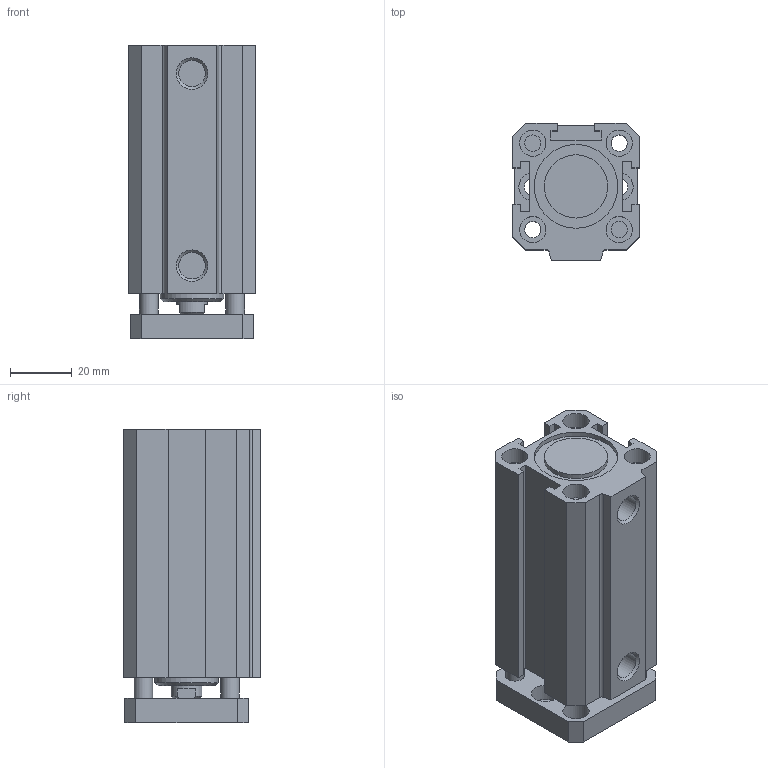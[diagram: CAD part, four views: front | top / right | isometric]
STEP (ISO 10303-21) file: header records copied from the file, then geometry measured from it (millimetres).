
FILE_DESCRIPTION(/* description */ ('Unknown'),/* implementation_level */ '2;1');
FILE_NAME(/* name */ '1501.25.50.AR',/* time_stamp */ '2020-08-14T08:34:23-04:00',/* author */ ('Unknown'),/* organization */ ('Unknown'),/* preprocessor_version */ 'ST-DEVELOPER v16.7',/* originating_system */ 'Solid Edge',/* authorisation */ 'Unknown');
FILE_SCHEMA (('AUTOMOTIVE_DESIGN {1 0 10303 214 3 1 1}'));
Length unit declared in the file: millimetre
Products named in the file (3): 1501.25.40.AR; C_1501_25_0040_AR; S_1501_25_0040_AR
Assembly tree (2 placements, depth 2):
  1501.25.40.AR
    C_1501_25_0040_AR
    S_1501_25_0040_AR
Bounding box: 41 x 44.5 x 95 mm (x, y, z)
Volume: 102781 mm3; surface area: 45348.5 mm2
Topology: 2 solids, 2 shells, 113 faces, 259 edges, 172 vertices
Faces by surface type: plane 74, cylinder 34, cone 5
Full cylindrical faces by diameter (mm): 4.134 x2, 5.3 x4, 5.5 x2, 6 x4, 8.5 x8, 8.566 x2, 9 x2, 10 x2, 20.5 x2, 25 x2, 27.1 x2
Entity records: 3112 total; most frequent: DIRECTION 526, CARTESIAN_POINT 516, ORIENTED_EDGE 444, EDGE_CURVE 222, AXIS2_PLACEMENT_3D 192, EDGE_LOOP 190, FACE_BOUND 190, VERTEX_POINT 170
